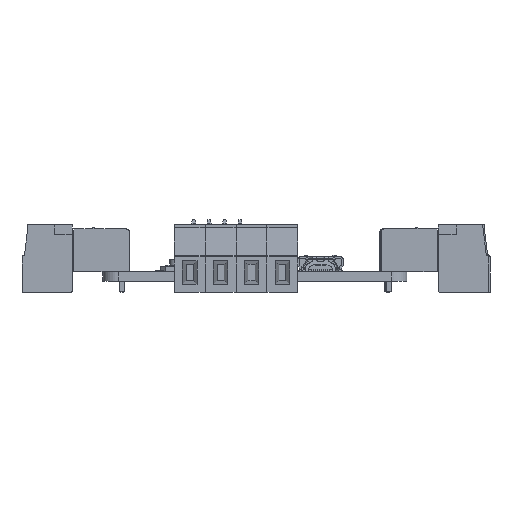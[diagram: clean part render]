
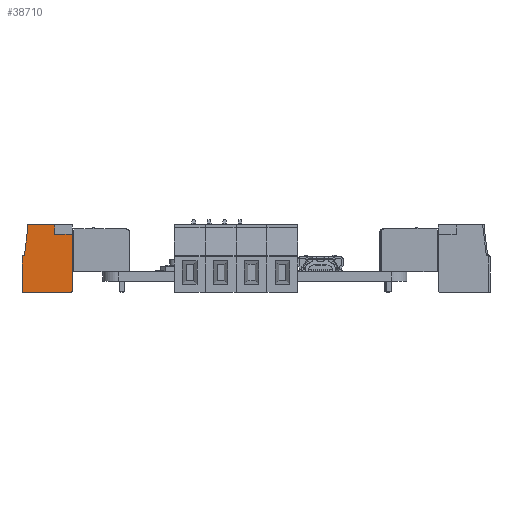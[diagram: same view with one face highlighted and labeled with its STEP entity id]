
A CAD part, left-side view. The second image highlights one B-rep face of the part: STEP entity #38710.
In plain terms, the highlighted planar face has unit normal (-1, 0, 0).
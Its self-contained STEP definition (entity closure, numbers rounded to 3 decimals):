
#37666 = EDGE_CURVE('',#37667,#37669,#37671,.T.);
#37667 = VERTEX_POINT('',#37668);
#37668 = CARTESIAN_POINT('',(-2.54,8.93,-3.13));
#37669 = VERTEX_POINT('',#37670);
#37670 = CARTESIAN_POINT('',(-2.54,9.018,-3.342));
#37671 = CIRCLE('',#37672,0.3);
#37672 = AXIS2_PLACEMENT_3D('',#37673,#37674,#37675);
#37673 = CARTESIAN_POINT('',(-2.54,9.23,-3.13));
#37674 = DIRECTION('',(1.,0.,0.));
#37675 = DIRECTION('',(0.,-1.,0.));
#37708 = EDGE_CURVE('',#37709,#37711,#37713,.T.);
#37709 = VERTEX_POINT('',#37710);
#37710 = CARTESIAN_POINT('',(-2.54,17.2,2.4));
#37711 = VERTEX_POINT('',#37712);
#37712 = CARTESIAN_POINT('',(-2.54,17.112,2.612));
#37713 = CIRCLE('',#37714,0.3);
#37714 = AXIS2_PLACEMENT_3D('',#37715,#37716,#37717);
#37715 = CARTESIAN_POINT('',(-2.54,16.9,2.4));
#37716 = DIRECTION('',(1.,0.,0.));
#37717 = DIRECTION('',(0.,1.,0.));
#38293 = VERTEX_POINT('',#38294);
#38294 = CARTESIAN_POINT('',(-2.54,11.85,6.12));
#38300 = EDGE_CURVE('',#38293,#38301,#38303,.T.);
#38301 = VERTEX_POINT('',#38302);
#38302 = CARTESIAN_POINT('',(-2.54,8.93,6.12));
#38303 = LINE('',#38304,#38305);
#38304 = CARTESIAN_POINT('',(-2.54,11.85,6.12));
#38305 = VECTOR('',#38306,1.);
#38306 = DIRECTION('',(0.,-1.,0.));
#38412 = VERTEX_POINT('',#38413);
#38413 = CARTESIAN_POINT('',(-2.54,9.23,-3.43));
#38419 = EDGE_CURVE('',#38412,#38420,#38422,.T.);
#38420 = VERTEX_POINT('',#38421);
#38421 = CARTESIAN_POINT('',(-2.54,17.2,-3.43));
#38422 = LINE('',#38423,#38424);
#38423 = CARTESIAN_POINT('',(-2.54,9.23,-3.43));
#38424 = VECTOR('',#38425,1.);
#38425 = DIRECTION('',(0.,1.,0.));
#38618 = EDGE_CURVE('',#38301,#37667,#38619,.T.);
#38619 = LINE('',#38620,#38621);
#38620 = CARTESIAN_POINT('',(-2.54,8.93,6.12));
#38621 = VECTOR('',#38622,1.);
#38622 = DIRECTION('',(0.,0.,-1.));
#38692 = VERTEX_POINT('',#38693);
#38693 = CARTESIAN_POINT('',(-2.54,11.85,7.67));
#38699 = EDGE_CURVE('',#38692,#38293,#38700,.T.);
#38700 = LINE('',#38701,#38702);
#38701 = CARTESIAN_POINT('',(-2.54,11.85,7.67));
#38702 = VECTOR('',#38703,1.);
#38703 = DIRECTION('',(0.,0.,-1.));
#38710 = ADVANCED_FACE('',(#38711),#38771,.F.);
#38711 = FACE_BOUND('',#38712,.T.);
#38712 = EDGE_LOOP('',(#38713,#38714,#38720,#38721,#38728,#38729,#38730,
    #38731,#38732,#38740,#38748,#38756,#38764));
#38713 = ORIENTED_EDGE('',*,*,#37708,.F.);
#38714 = ORIENTED_EDGE('',*,*,#38715,.F.);
#38715 = EDGE_CURVE('',#38420,#37709,#38716,.T.);
#38716 = LINE('',#38717,#38718);
#38717 = CARTESIAN_POINT('',(-2.54,17.2,-3.43));
#38718 = VECTOR('',#38719,1.);
#38719 = DIRECTION('',(0.,0.,1.));
#38720 = ORIENTED_EDGE('',*,*,#38419,.F.);
#38721 = ORIENTED_EDGE('',*,*,#38722,.F.);
#38722 = EDGE_CURVE('',#37669,#38412,#38723,.T.);
#38723 = CIRCLE('',#38724,0.3);
#38724 = AXIS2_PLACEMENT_3D('',#38725,#38726,#38727);
#38725 = CARTESIAN_POINT('',(-2.54,9.23,-3.13));
#38726 = DIRECTION('',(1.,0.,0.));
#38727 = DIRECTION('',(0.,-1.,0.));
#38728 = ORIENTED_EDGE('',*,*,#37666,.F.);
#38729 = ORIENTED_EDGE('',*,*,#38618,.F.);
#38730 = ORIENTED_EDGE('',*,*,#38300,.F.);
#38731 = ORIENTED_EDGE('',*,*,#38699,.F.);
#38732 = ORIENTED_EDGE('',*,*,#38733,.F.);
#38733 = EDGE_CURVE('',#38734,#38692,#38736,.T.);
#38734 = VERTEX_POINT('',#38735);
#38735 = CARTESIAN_POINT('',(-2.54,16.25,7.67));
#38736 = LINE('',#38737,#38738);
#38737 = CARTESIAN_POINT('',(-2.54,16.25,7.67));
#38738 = VECTOR('',#38739,1.);
#38739 = DIRECTION('',(0.,-1.,0.));
#38740 = ORIENTED_EDGE('',*,*,#38741,.F.);
#38741 = EDGE_CURVE('',#38742,#38734,#38744,.T.);
#38742 = VERTEX_POINT('',#38743);
#38743 = CARTESIAN_POINT('',(-2.54,16.25,7.17));
#38744 = LINE('',#38745,#38746);
#38745 = CARTESIAN_POINT('',(-2.54,16.25,7.17));
#38746 = VECTOR('',#38747,1.);
#38747 = DIRECTION('',(0.,0.,1.));
#38748 = ORIENTED_EDGE('',*,*,#38749,.F.);
#38749 = EDGE_CURVE('',#38750,#38742,#38752,.T.);
#38750 = VERTEX_POINT('',#38751);
#38751 = CARTESIAN_POINT('',(-2.54,16.8,2.7));
#38752 = LINE('',#38753,#38754);
#38753 = CARTESIAN_POINT('',(-2.54,16.8,2.7));
#38754 = VECTOR('',#38755,1.);
#38755 = DIRECTION('',(0.,-0.122,
    0.993));
#38756 = ORIENTED_EDGE('',*,*,#38757,.F.);
#38757 = EDGE_CURVE('',#38758,#38750,#38760,.T.);
#38758 = VERTEX_POINT('',#38759);
#38759 = CARTESIAN_POINT('',(-2.54,16.9,2.7));
#38760 = LINE('',#38761,#38762);
#38761 = CARTESIAN_POINT('',(-2.54,16.9,2.7));
#38762 = VECTOR('',#38763,1.);
#38763 = DIRECTION('',(0.,-1.,0.));
#38764 = ORIENTED_EDGE('',*,*,#38765,.F.);
#38765 = EDGE_CURVE('',#37711,#38758,#38766,.T.);
#38766 = CIRCLE('',#38767,0.3);
#38767 = AXIS2_PLACEMENT_3D('',#38768,#38769,#38770);
#38768 = CARTESIAN_POINT('',(-2.54,16.9,2.4));
#38769 = DIRECTION('',(1.,0.,0.));
#38770 = DIRECTION('',(0.,1.,0.));
#38771 = PLANE('',#38772);
#38772 = AXIS2_PLACEMENT_3D('',#38773,#38774,#38775);
#38773 = CARTESIAN_POINT('',(-2.54,13.045,1.901));
#38774 = DIRECTION('',(1.,0.,0.));
#38775 = DIRECTION('',(0.,0.,1.));
